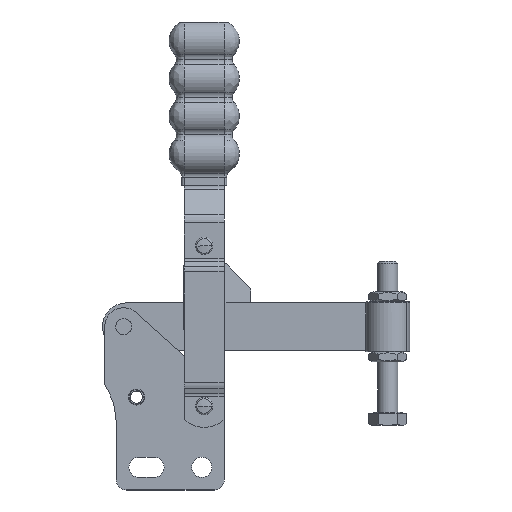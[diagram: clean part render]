
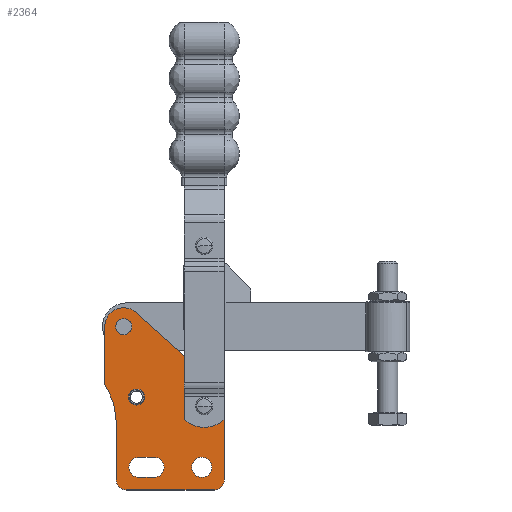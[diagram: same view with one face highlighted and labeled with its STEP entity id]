
A CAD part, top view. The second image highlights one B-rep face of the part: STEP entity #2364.
In plain terms, the highlighted planar face has unit normal (0, 0, 1).
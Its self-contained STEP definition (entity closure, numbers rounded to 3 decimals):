
#88=CARTESIAN_POINT('',(142.726,77.819,4.));
#89=VERTEX_POINT('',#88);
#98=CARTESIAN_POINT('',(150.726,77.819,4.));
#99=VERTEX_POINT('',#98);
#100=CARTESIAN_POINT('',(146.726,77.819,4.));
#101=DIRECTION('',(0.0,0.0,-1.0));
#102=DIRECTION('',(-1.0,0.0,0.0));
#103=AXIS2_PLACEMENT_3D('',#100,#101,#102);
#104=CIRCLE('',#103,4.0);
#105=EDGE_CURVE('',#99,#89,#104,.T.);
#132=CARTESIAN_POINT('',(142.943,102.219,4.));
#133=VERTEX_POINT('',#132);
#149=CARTESIAN_POINT('',(152.468,102.219,4.));
#150=VERTEX_POINT('',#149);
#157=CARTESIAN_POINT('',(147.706,102.219,4.));
#158=DIRECTION('',(0.0,0.0,-1.0));
#159=DIRECTION('',(-1.0,0.0,0.0));
#160=AXIS2_PLACEMENT_3D('',#157,#158,#159);
#161=CIRCLE('',#160,4.763);
#162=EDGE_CURVE('',#133,#150,#161,.T.);
#174=CARTESIAN_POINT('',(112.416,133.819,4.));
#175=VERTEX_POINT('',#174);
#191=CARTESIAN_POINT('',(118.916,133.819,4.));
#192=VERTEX_POINT('',#191);
#199=CARTESIAN_POINT('',(115.666,133.819,4.));
#200=DIRECTION('',(0.0,0.0,-1.0));
#201=DIRECTION('',(-1.0,0.0,0.0));
#202=AXIS2_PLACEMENT_3D('',#199,#200,#201);
#203=CIRCLE('',#202,3.25);
#204=EDGE_CURVE('',#175,#192,#203,.T.);
#216=CARTESIAN_POINT('',(123.901,105.819,4.));
#217=VERTEX_POINT('',#216);
#233=CARTESIAN_POINT('',(123.876,105.421,4.));
#234=VERTEX_POINT('',#233);
#241=CARTESIAN_POINT('',(120.726,105.819,4.));
#242=DIRECTION('',(0.0,0.0,-1.0));
#243=DIRECTION('',(-1.0,0.0,0.0));
#244=AXIS2_PLACEMENT_3D('',#241,#242,#243);
#245=CIRCLE('',#244,3.175);
#246=EDGE_CURVE('',#217,#234,#245,.T.);
#747=CARTESIAN_POINT('',(120.726,102.644,4.));
#748=VERTEX_POINT('',#747);
#755=CARTESIAN_POINT('',(120.726,105.819,4.));
#756=DIRECTION('',(0.0,0.0,-1.0));
#757=DIRECTION('',(-1.0,0.0,0.0));
#758=AXIS2_PLACEMENT_3D('',#755,#756,#757);
#759=CIRCLE('',#758,3.175);
#760=EDGE_CURVE('',#234,#748,#759,.T.);
#777=CARTESIAN_POINT('',(120.726,108.994,4.));
#778=VERTEX_POINT('',#777);
#786=CARTESIAN_POINT('',(123.876,106.217,4.));
#787=VERTEX_POINT('',#786);
#794=CARTESIAN_POINT('',(120.726,105.819,4.));
#795=DIRECTION('',(0.0,0.0,-1.0));
#796=DIRECTION('',(-1.0,0.0,0.0));
#797=AXIS2_PLACEMENT_3D('',#794,#795,#796);
#798=CIRCLE('',#797,3.175);
#799=EDGE_CURVE('',#778,#787,#798,.T.);
#896=CARTESIAN_POINT('',(120.726,105.819,4.));
#897=DIRECTION('',(0.0,0.0,-1.0));
#898=DIRECTION('',(-1.0,0.0,0.0));
#899=AXIS2_PLACEMENT_3D('',#896,#897,#898);
#900=CIRCLE('',#899,3.175);
#901=EDGE_CURVE('',#748,#778,#900,.T.);
#1741=CARTESIAN_POINT('',(120.726,105.819,4.));
#1742=DIRECTION('',(0.0,0.0,-1.0));
#1743=DIRECTION('',(-1.0,0.0,0.0));
#1744=AXIS2_PLACEMENT_3D('',#1741,#1742,#1743);
#1745=CIRCLE('',#1744,3.175);
#1746=EDGE_CURVE('',#787,#217,#1745,.T.);
#1765=CARTESIAN_POINT('',(115.666,133.819,4.));
#1766=DIRECTION('',(0.0,0.0,-1.0));
#1767=DIRECTION('',(-1.0,0.0,0.0));
#1768=AXIS2_PLACEMENT_3D('',#1765,#1766,#1767);
#1769=CIRCLE('',#1768,3.25);
#1770=EDGE_CURVE('',#192,#175,#1769,.T.);
#1789=CARTESIAN_POINT('',(147.706,102.219,4.));
#1790=DIRECTION('',(0.0,0.0,-1.0));
#1791=DIRECTION('',(-1.0,0.0,0.0));
#1792=AXIS2_PLACEMENT_3D('',#1789,#1790,#1791);
#1793=CIRCLE('',#1792,4.763);
#1794=EDGE_CURVE('',#150,#133,#1793,.T.);
#1812=CARTESIAN_POINT('',(127.726,73.819,4.));
#1813=VERTEX_POINT('',#1812);
#1814=CARTESIAN_POINT('',(121.726,73.819,4.));
#1815=VERTEX_POINT('',#1814);
#1816=CARTESIAN_POINT('',(127.726,73.819,4.));
#1817=DIRECTION('',(-1.0,0.0,0.0));
#1818=VECTOR('',#1817,6.);
#1819=LINE('',#1816,#1818);
#1820=EDGE_CURVE('',#1813,#1815,#1819,.T.);
#1852=CARTESIAN_POINT('',(121.726,81.819,4.));
#1853=VERTEX_POINT('',#1852);
#1854=CARTESIAN_POINT('',(121.726,77.819,4.));
#1855=DIRECTION('',(0.0,0.0,-1.0));
#1856=DIRECTION('',(0.0,1.0,0.0));
#1857=AXIS2_PLACEMENT_3D('',#1854,#1855,#1856);
#1858=CIRCLE('',#1857,4.);
#1859=EDGE_CURVE('',#1815,#1853,#1858,.T.);
#1885=CARTESIAN_POINT('',(127.726,81.819,4.));
#1886=VERTEX_POINT('',#1885);
#1887=CARTESIAN_POINT('',(121.726,81.819,4.));
#1888=DIRECTION('',(1.0,0.0,0.0));
#1889=VECTOR('',#1888,6.);
#1890=LINE('',#1887,#1889);
#1891=EDGE_CURVE('',#1853,#1886,#1890,.T.);
#1916=CARTESIAN_POINT('',(127.726,77.819,4.));
#1917=DIRECTION('',(0.0,0.0,-1.0));
#1918=DIRECTION('',(0.0,-1.0,0.0));
#1919=AXIS2_PLACEMENT_3D('',#1916,#1917,#1918);
#1920=CIRCLE('',#1919,4.0);
#1921=EDGE_CURVE('',#1886,#1813,#1920,.T.);
#1949=CARTESIAN_POINT('',(146.726,77.819,4.));
#1950=DIRECTION('',(0.0,0.0,-1.0));
#1951=DIRECTION('',(-1.0,0.0,0.0));
#1952=AXIS2_PLACEMENT_3D('',#1949,#1950,#1951);
#1953=CIRCLE('',#1952,4.0);
#1954=EDGE_CURVE('',#89,#99,#1953,.T.);
#1964=CARTESIAN_POINT('',(155.726,104.28,4.));
#1965=VERTEX_POINT('',#1964);
#1966=CARTESIAN_POINT('',(155.726,72.819,4.));
#1967=VERTEX_POINT('',#1966);
#1968=CARTESIAN_POINT('',(155.726,104.28,4.));
#1969=DIRECTION('',(0.0,-1.0,0.0));
#1970=VECTOR('',#1969,31.461);
#1971=LINE('',#1968,#1970);
#1972=EDGE_CURVE('',#1965,#1967,#1971,.T.);
#2004=CARTESIAN_POINT('',(151.726,68.819,4.));
#2005=VERTEX_POINT('',#2004);
#2006=CARTESIAN_POINT('',(151.726,72.819,4.));
#2007=DIRECTION('',(0.0,0.0,-1.0));
#2008=DIRECTION('',(0.0,-1.0,0.0));
#2009=AXIS2_PLACEMENT_3D('',#2006,#2007,#2008);
#2010=CIRCLE('',#2009,4.);
#2011=EDGE_CURVE('',#1967,#2005,#2010,.T.);
#2037=CARTESIAN_POINT('',(116.726,68.819,4.));
#2038=VERTEX_POINT('',#2037);
#2039=CARTESIAN_POINT('',(151.726,68.819,4.));
#2040=DIRECTION('',(-1.0,0.0,0.0));
#2041=VECTOR('',#2040,35.);
#2042=LINE('',#2039,#2041);
#2043=EDGE_CURVE('',#2005,#2038,#2042,.T.);
#2068=CARTESIAN_POINT('',(112.726,72.819,4.));
#2069=VERTEX_POINT('',#2068);
#2070=CARTESIAN_POINT('',(116.726,72.819,4.));
#2071=DIRECTION('',(0.0,0.0,-1.0));
#2072=DIRECTION('',(-1.0,0.0,0.0));
#2073=AXIS2_PLACEMENT_3D('',#2070,#2071,#2072);
#2074=CIRCLE('',#2073,4.);
#2075=EDGE_CURVE('',#2038,#2069,#2074,.T.);
#2101=CARTESIAN_POINT('',(112.726,94.816,4.));
#2102=VERTEX_POINT('',#2101);
#2103=CARTESIAN_POINT('',(112.726,72.819,4.));
#2104=DIRECTION('',(0.0,1.0,0.0));
#2105=VECTOR('',#2104,21.997);
#2106=LINE('',#2103,#2105);
#2107=EDGE_CURVE('',#2069,#2102,#2106,.T.);
#2132=CARTESIAN_POINT('',(108.101,110.819,4.));
#2133=VERTEX_POINT('',#2132);
#2134=CARTESIAN_POINT('',(82.726,94.816,4.));
#2135=DIRECTION('',(0.0,0.0,1.0));
#2136=DIRECTION('',(-1.0,0.0,0.0));
#2137=AXIS2_PLACEMENT_3D('',#2134,#2135,#2136);
#2138=CIRCLE('',#2137,30.);
#2139=EDGE_CURVE('',#2102,#2133,#2138,.T.);
#2165=CARTESIAN_POINT('',(108.101,133.819,4.));
#2166=VERTEX_POINT('',#2165);
#2167=CARTESIAN_POINT('',(108.101,110.819,4.));
#2168=DIRECTION('',(0.0,1.0,0.0));
#2169=VECTOR('',#2168,23.0);
#2170=LINE('',#2167,#2169);
#2171=EDGE_CURVE('',#2133,#2166,#2170,.T.);
#2196=CARTESIAN_POINT('',(119.951,140.054,4.));
#2197=VERTEX_POINT('',#2196);
#2198=CARTESIAN_POINT('',(115.666,133.819,4.));
#2199=DIRECTION('',(0.,0.,-1.));
#2200=DIRECTION('',(0.566,0.824,0.));
#2201=AXIS2_PLACEMENT_3D('',#2198,#2199,#2200);
#2202=CIRCLE('',#2201,7.565);
#2203=EDGE_CURVE('',#2166,#2197,#2202,.T.);
#2229=CARTESIAN_POINT('',(153.079,110.225,4.));
#2230=VERTEX_POINT('',#2229);
#2231=CARTESIAN_POINT('',(119.951,140.054,4.));
#2232=DIRECTION('',(0.743,-0.669,0.0));
#2233=VECTOR('',#2232,44.578);
#2234=LINE('',#2231,#2233);
#2235=EDGE_CURVE('',#2197,#2230,#2234,.T.);
#2260=CARTESIAN_POINT('',(147.726,104.28,4.));
#2261=DIRECTION('',(0.0,0.0,-1.0));
#2262=DIRECTION('',(1.0,0.0,0.0));
#2263=AXIS2_PLACEMENT_3D('',#2260,#2261,#2262);
#2264=CIRCLE('',#2263,8.);
#2265=EDGE_CURVE('',#2230,#1965,#2264,.T.);
#2322=CARTESIAN_POINT('',(129.92,100.939,4.));
#2323=DIRECTION('',(0.0,0.0,1.0));
#2324=DIRECTION('',(1.0,0.0,0.0));
#2325=AXIS2_PLACEMENT_3D('',#2322,#2323,#2324);
#2326=PLANE('',#2325);
#2327=ORIENTED_EDGE('',*,*,#1972,.F.);
#2328=ORIENTED_EDGE('',*,*,#2265,.F.);
#2329=ORIENTED_EDGE('',*,*,#2235,.F.);
#2330=ORIENTED_EDGE('',*,*,#2203,.F.);
#2331=ORIENTED_EDGE('',*,*,#2171,.F.);
#2332=ORIENTED_EDGE('',*,*,#2139,.F.);
#2333=ORIENTED_EDGE('',*,*,#2107,.F.);
#2334=ORIENTED_EDGE('',*,*,#2075,.F.);
#2335=ORIENTED_EDGE('',*,*,#2043,.F.);
#2336=ORIENTED_EDGE('',*,*,#2011,.F.);
#2337=EDGE_LOOP('',(#2327,#2328,#2329,#2330,#2331,#2332,#2333,#2334,#2335,#2336));
#2338=FACE_OUTER_BOUND('',#2337,.T.);
#2339=ORIENTED_EDGE('',*,*,#1770,.T.);
#2340=ORIENTED_EDGE('',*,*,#204,.T.);
#2341=EDGE_LOOP('',(#2339,#2340));
#2342=FACE_BOUND('',#2341,.T.);
#2343=ORIENTED_EDGE('',*,*,#1794,.T.);
#2344=ORIENTED_EDGE('',*,*,#162,.T.);
#2345=EDGE_LOOP('',(#2343,#2344));
#2346=FACE_BOUND('',#2345,.T.);
#2347=ORIENTED_EDGE('',*,*,#1820,.T.);
#2348=ORIENTED_EDGE('',*,*,#1859,.T.);
#2349=ORIENTED_EDGE('',*,*,#1891,.T.);
#2350=ORIENTED_EDGE('',*,*,#1921,.T.);
#2351=EDGE_LOOP('',(#2347,#2348,#2349,#2350));
#2352=FACE_BOUND('',#2351,.T.);
#2353=ORIENTED_EDGE('',*,*,#105,.T.);
#2354=ORIENTED_EDGE('',*,*,#1954,.T.);
#2355=EDGE_LOOP('',(#2353,#2354));
#2356=FACE_BOUND('',#2355,.T.);
#2357=ORIENTED_EDGE('',*,*,#246,.T.);
#2358=ORIENTED_EDGE('',*,*,#760,.T.);
#2359=ORIENTED_EDGE('',*,*,#901,.T.);
#2360=ORIENTED_EDGE('',*,*,#799,.T.);
#2361=ORIENTED_EDGE('',*,*,#1746,.T.);
#2362=EDGE_LOOP('',(#2357,#2358,#2359,#2360,#2361));
#2363=FACE_BOUND('',#2362,.T.);
#2364=ADVANCED_FACE('',(#2338,#2342,#2346,#2352,#2356,#2363),#2326,.T.);
